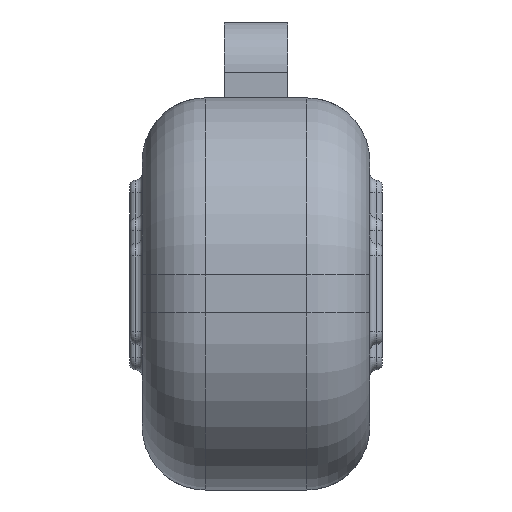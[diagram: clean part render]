
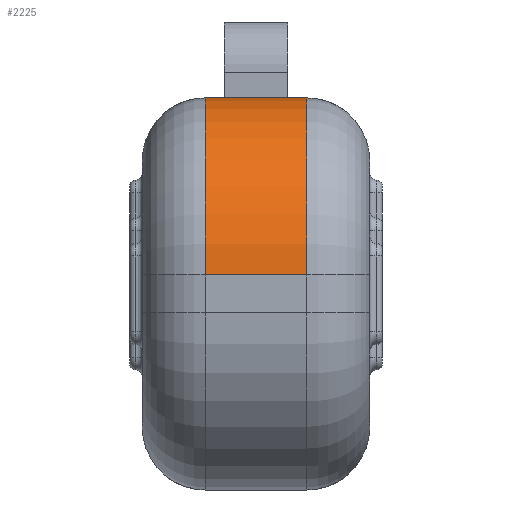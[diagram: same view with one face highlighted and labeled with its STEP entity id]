
A CAD part, left-side view. The second image highlights one B-rep face of the part: STEP entity #2225.
In plain terms, the highlighted cylindrical face has radius 7 mm (diameter 14 mm), a partial arc.
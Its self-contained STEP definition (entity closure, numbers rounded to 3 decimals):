
#245 = VERTEX_POINT ( 'NONE', #20594 ) ;
#1469 = CIRCLE ( 'NONE', #4893, 7. ) ;
#2034 = DIRECTION ( 'NONE',  ( 0., 0., -1. ) ) ;
#2066 = EDGE_LOOP ( 'NONE', ( #20223, #27201, #3605, #3806 ) ) ;
#2225 = ADVANCED_FACE ( 'NONE', ( #25589 ), #6104, .T. ) ;
#3605 = ORIENTED_EDGE ( 'NONE', *, *, #13521, .T. ) ;
#3806 = ORIENTED_EDGE ( 'NONE', *, *, #14253, .T. ) ;
#4834 = CIRCLE ( 'NONE', #9020, 7. ) ;
#4893 = AXIS2_PLACEMENT_3D ( 'NONE', #24175, #10627, #12829 ) ;
#6104 = CYLINDRICAL_SURFACE ( 'NONE', #20416, 7. ) ;
#6525 = VERTEX_POINT ( 'NONE', #14462 ) ;
#8110 = EDGE_CURVE ( 'NONE', #14169, #245, #1469, .T. ) ;
#8394 = VECTOR ( 'NONE', #13522, 1000. ) ;
#9020 = AXIS2_PLACEMENT_3D ( 'NONE', #16509, #23432, #16801 ) ;
#10127 = LINE ( 'NONE', #11165, #23619 ) ;
#10627 = DIRECTION ( 'NONE',  ( 0., -1., 0. ) ) ;
#11165 = CARTESIAN_POINT ( 'NONE',  ( 0., 4.5, 7.75 ) ) ;
#11778 = CARTESIAN_POINT ( 'NONE',  ( 0., -2., 7.75 ) ) ;
#12829 = DIRECTION ( 'NONE',  ( 0., 0., 1. ) ) ;
#13521 = EDGE_CURVE ( 'NONE', #245, #6525, #25018, .T. ) ;
#13522 = DIRECTION ( 'NONE',  ( 0., -1., 0. ) ) ;
#14169 = VERTEX_POINT ( 'NONE', #20660 ) ;
#14253 = EDGE_CURVE ( 'NONE', #6525, #19050, #4834, .T. ) ;
#14462 = CARTESIAN_POINT ( 'NONE',  ( -7., -2., 0.75 ) ) ;
#16509 = CARTESIAN_POINT ( 'NONE',  ( 0., -2., 0.75 ) ) ;
#16801 = DIRECTION ( 'NONE',  ( 0., 0., 1. ) ) ;
#19050 = VERTEX_POINT ( 'NONE', #11778 ) ;
#20029 = CARTESIAN_POINT ( 'NONE',  ( 0., 4.5, 0.75 ) ) ;
#20223 = ORIENTED_EDGE ( 'NONE', *, *, #29373, .F. ) ;
#20416 = AXIS2_PLACEMENT_3D ( 'NONE', #20029, #26885, #2034 ) ;
#20594 = CARTESIAN_POINT ( 'NONE',  ( -7., 2., 0.75 ) ) ;
#20660 = CARTESIAN_POINT ( 'NONE',  ( 0., 2., 7.75 ) ) ;
#23432 = DIRECTION ( 'NONE',  ( 0., 1., 0. ) ) ;
#23619 = VECTOR ( 'NONE', #24711, 1000. ) ;
#24175 = CARTESIAN_POINT ( 'NONE',  ( 0., 2., 0.75 ) ) ;
#24711 = DIRECTION ( 'NONE',  ( 0., -1., 0. ) ) ;
#25018 = LINE ( 'NONE', #29134, #8394 ) ;
#25589 = FACE_OUTER_BOUND ( 'NONE', #2066, .T. ) ;
#26885 = DIRECTION ( 'NONE',  ( 0., -1., 0. ) ) ;
#27201 = ORIENTED_EDGE ( 'NONE', *, *, #8110, .T. ) ;
#29134 = CARTESIAN_POINT ( 'NONE',  ( -7., 4.5, 0.75 ) ) ;
#29373 = EDGE_CURVE ( 'NONE', #14169, #19050, #10127, .T. ) ;
